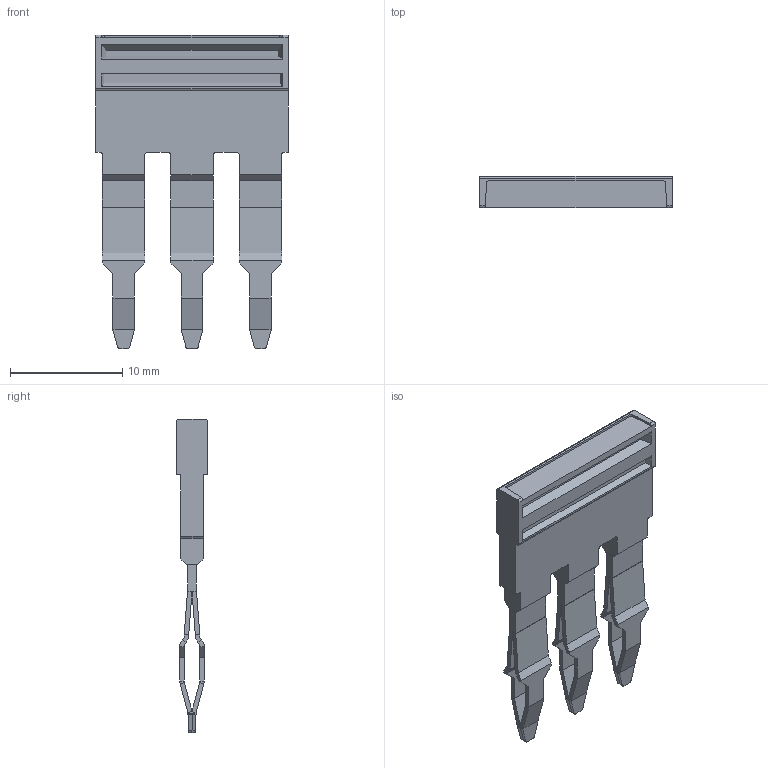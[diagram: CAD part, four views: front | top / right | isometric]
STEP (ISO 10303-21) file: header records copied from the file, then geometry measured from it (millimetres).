
FILE_DESCRIPTION(('CATIA V5 STEP Exchange','CAx-IF Rec.Pracs.--- Model Styling and Organization---1.4--- 2014-01-23'),'2;1');
FILE_NAME ('1337316-5_1', '2023-03-22T05:26:01+00:00', ('none'), ('Weidmueller'), 'CATIA Version 5-6 Release 2016 SP3 HF44', 'CATIA V5 STEP AP214', 'none');
FILE_SCHEMA(('AUTOMOTIVE_DESIGN { 1 0 10303 214 1 1 1 1 }'));
Length unit declared in the file: millimetre
Products named in the file (1): 2810880000
Bounding box: 17.2 x 2.8 x 27.95 mm (x, y, z)
Volume: 533.9 mm3; surface area: 1178.3 mm2
Topology: 4 solids, 4 shells, 290 faces, 938 edges, 654 vertices
Faces by surface type: plane 247, cylinder 43
Entity records: 9563 total; most frequent: CARTESIAN_POINT 1886, ORIENTED_EDGE 1876, DIRECTION 1171, EDGE_CURVE 938, VECTOR 822, LINE 822, VERTEX_POINT 654, EDGE_LOOP 294
